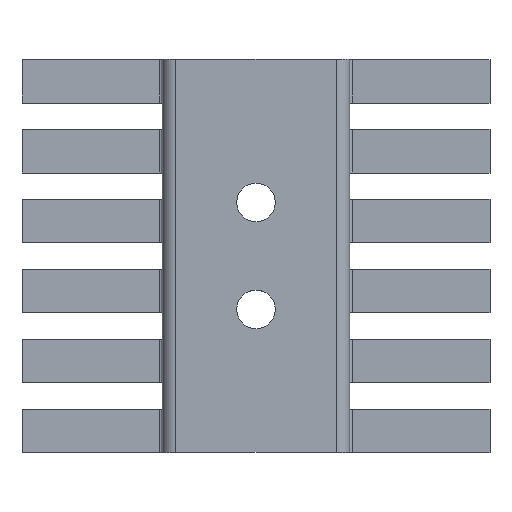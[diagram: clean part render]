
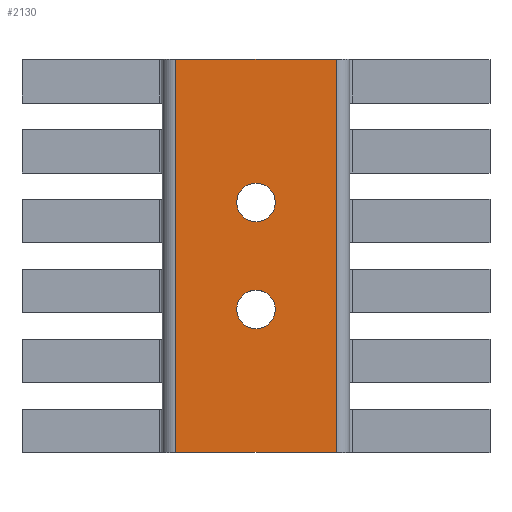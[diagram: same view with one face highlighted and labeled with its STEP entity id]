
A CAD part, top view. The second image highlights one B-rep face of the part: STEP entity #2130.
In plain terms, the highlighted planar face has unit normal (0, 0, 1).
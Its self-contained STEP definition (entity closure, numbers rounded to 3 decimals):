
#85 = EDGE_LOOP ( 'NONE', ( #3134, #3133 ) ) ;
#92 = EDGE_LOOP ( 'NONE', ( #3132, #3131 ) ) ;
#97 = EDGE_LOOP ( 'NONE', ( #3130, #3129, #3128, #3127 ) ) ;
#603 = EDGE_CURVE ( 'NONE', #2404, #2328, #2693, .T. ) ;
#605 = EDGE_CURVE ( 'NONE', #2286, #2249, #2697, .T. ) ;
#943 = CARTESIAN_POINT ( 'NONE',  ( -7.64, 37.34, 0. ) ) ;
#962 = LINE ( 'NONE', #943, #2877 ) ;
#1006 = DIRECTION ( 'NONE',  ( 0., -1., 0. ) ) ;
#1013 = CARTESIAN_POINT ( 'NONE',  ( 0., 23.75, 0. ) ) ;
#1014 = DIRECTION ( 'NONE',  ( 0., 0., 1. ) ) ;
#1015 = DIRECTION ( 'NONE',  ( 1., 0., 0. ) ) ;
#1018 = CARTESIAN_POINT ( 'NONE',  ( 0., 13.59, 0. ) ) ;
#1019 = DIRECTION ( 'NONE',  ( 0., 0., 1. ) ) ;
#1020 = DIRECTION ( 'NONE',  ( 1., 0., 0. ) ) ;
#1450 = DIRECTION ( 'NONE',  ( 0., 0., 1. ) ) ;
#1453 = FACE_BOUND ( 'NONE', #85, .T. ) ;
#1454 = CARTESIAN_POINT ( 'NONE',  ( -7.64, 37.34, 0. ) ) ;
#1455 = FACE_BOUND ( 'NONE', #92, .T. ) ;
#1457 = FACE_OUTER_BOUND ( 'NONE', #97, .T. ) ;
#1458 = PLANE ( 'NONE',  #1865 ) ;
#1459 = DIRECTION ( 'NONE',  ( 1., 0., 0. ) ) ;
#1533 = LINE ( 'NONE', #1542, #1857 ) ;
#1536 = LINE ( 'NONE', #1544, #1860 ) ;
#1538 = LINE ( 'NONE', #1539, #1861 ) ;
#1539 = CARTESIAN_POINT ( 'NONE',  ( -7.64, 0., 0. ) ) ;
#1540 = DIRECTION ( 'NONE',  ( -1., 0., 0. ) ) ;
#1542 = CARTESIAN_POINT ( 'NONE',  ( 7.64, 37.34, 0. ) ) ;
#1543 = DIRECTION ( 'NONE',  ( 0., -1., 0. ) ) ;
#1544 = CARTESIAN_POINT ( 'NONE',  ( -7.64, 37.34, 0. ) ) ;
#1545 = DIRECTION ( 'NONE',  ( -1., 0., 0. ) ) ;
#1695 = CARTESIAN_POINT ( 'NONE',  ( 7.64, 0., 0. ) ) ;
#1701 = CARTESIAN_POINT ( 'NONE',  ( 1.83, 13.59, 0. ) ) ;
#1723 = CARTESIAN_POINT ( 'NONE',  ( 7.64, 37.34, 0. ) ) ;
#1724 = CARTESIAN_POINT ( 'NONE',  ( -1.83, 13.59, 0. ) ) ;
#1725 = CARTESIAN_POINT ( 'NONE',  ( -7.64, 0., 0. ) ) ;
#1758 = CARTESIAN_POINT ( 'NONE',  ( 1.83, 23.75, 0. ) ) ;
#1792 = CARTESIAN_POINT ( 'NONE',  ( -7.64, 37.34, 0. ) ) ;
#1857 = VECTOR ( 'NONE', #1543, 1000. ) ;
#1860 = VECTOR ( 'NONE', #1545, 1000. ) ;
#1861 = VECTOR ( 'NONE', #1540, 1000. ) ;
#1865 = AXIS2_PLACEMENT_3D ( 'NONE', #1454, #1450, #1459 ) ;
#1945 = CARTESIAN_POINT ( 'NONE',  ( -1.83, 23.75, 0. ) ) ;
#2009 = EDGE_CURVE ( 'NONE', #2373, #2288, #962, .T. ) ;
#2011 = EDGE_CURVE ( 'NONE', #2328, #2404, #2880, .T. ) ;
#2012 = EDGE_CURVE ( 'NONE', #2249, #2286, #2882, .T. ) ;
#2130 = ADVANCED_FACE ( 'NONE', ( #1453, #1455, #1457 ), #1458, .T. ) ;
#2146 = EDGE_CURVE ( 'NONE', #2241, #2288, #1538, .T. ) ;
#2147 = EDGE_CURVE ( 'NONE', #2285, #2241, #1533, .T. ) ;
#2148 = EDGE_CURVE ( 'NONE', #2285, #2373, #1536, .T. ) ;
#2241 = VERTEX_POINT ( 'NONE', #1695 ) ;
#2249 = VERTEX_POINT ( 'NONE', #1701 ) ;
#2285 = VERTEX_POINT ( 'NONE', #1723 ) ;
#2286 = VERTEX_POINT ( 'NONE', #1724 ) ;
#2288 = VERTEX_POINT ( 'NONE', #1725 ) ;
#2328 = VERTEX_POINT ( 'NONE', #1758 ) ;
#2373 = VERTEX_POINT ( 'NONE', #1792 ) ;
#2404 = VERTEX_POINT ( 'NONE', #1945 ) ;
#2693 = CIRCLE ( 'NONE', #2696, 1.83 ) ;
#2696 = AXIS2_PLACEMENT_3D ( 'NONE', #3170, #3171, #3172 ) ;
#2697 = CIRCLE ( 'NONE', #2699, 1.83 ) ;
#2699 = AXIS2_PLACEMENT_3D ( 'NONE', #3176, #3177, #3178 ) ;
#2877 = VECTOR ( 'NONE', #1006, 1000. ) ;
#2880 = CIRCLE ( 'NONE', #2883, 1.83 ) ;
#2882 = CIRCLE ( 'NONE', #2885, 1.83 ) ;
#2883 = AXIS2_PLACEMENT_3D ( 'NONE', #1013, #1014, #1015 ) ;
#2885 = AXIS2_PLACEMENT_3D ( 'NONE', #1018, #1019, #1020 ) ;
#3127 = ORIENTED_EDGE ( 'NONE', *, *, #2009, .T. ) ;
#3128 = ORIENTED_EDGE ( 'NONE', *, *, #2148, .T. ) ;
#3129 = ORIENTED_EDGE ( 'NONE', *, *, #2147, .F. ) ;
#3130 = ORIENTED_EDGE ( 'NONE', *, *, #2146, .F. ) ;
#3131 = ORIENTED_EDGE ( 'NONE', *, *, #605, .F. ) ;
#3132 = ORIENTED_EDGE ( 'NONE', *, *, #2012, .F. ) ;
#3133 = ORIENTED_EDGE ( 'NONE', *, *, #603, .F. ) ;
#3134 = ORIENTED_EDGE ( 'NONE', *, *, #2011, .F. ) ;
#3170 = CARTESIAN_POINT ( 'NONE',  ( 0., 23.75, 0. ) ) ;
#3171 = DIRECTION ( 'NONE',  ( 0., 0., 1. ) ) ;
#3172 = DIRECTION ( 'NONE',  ( 1., 0., 0. ) ) ;
#3176 = CARTESIAN_POINT ( 'NONE',  ( 0., 13.59, 0. ) ) ;
#3177 = DIRECTION ( 'NONE',  ( 0., 0., 1. ) ) ;
#3178 = DIRECTION ( 'NONE',  ( 1., 0., 0. ) ) ;
